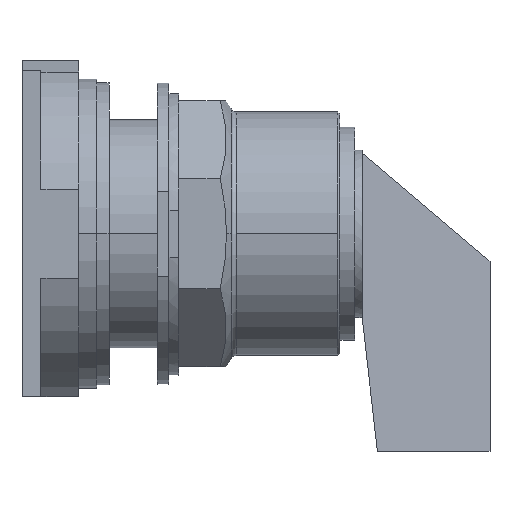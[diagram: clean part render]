
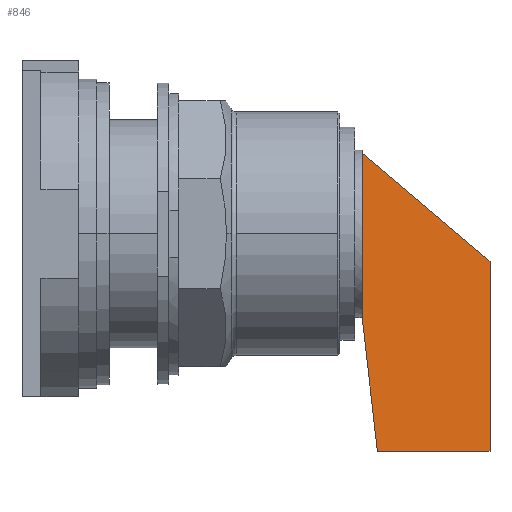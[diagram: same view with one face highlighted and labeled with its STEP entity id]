
A CAD part, left-side view. The second image highlights one B-rep face of the part: STEP entity #846.
In plain terms, the highlighted planar face has unit normal (-0.993, -0.122, 0).
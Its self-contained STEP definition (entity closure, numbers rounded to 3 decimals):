
#750=CARTESIAN_POINT('POINT51',(-0.938,-43.7,
   -28.6));
#751=VERTEX_POINT('VERTEX51',#750);
#758=CARTESIAN_POINT('POINT52',(-2.754,-28.908,
   -28.6));
#759=VERTEX_POINT('VERTEX52',#758);
#760=CARTESIAN_POINT('POS77',(-1.263,
   -41.051,-28.6));
#761=DIRECTION('DIR108',(-0.122,0.993,
   0.));
#762=VECTOR('VEC46',#761,25.4);
#763=LINE('STRAIGHT46',#760,#762);
#764=EDGE_CURVE('EDGE75',#751,#759,#763,.T.);
#788=CARTESIAN_POINT('POINT54',(-0.938,-43.7,
   -3.6));
#789=VERTEX_POINT('VERTEX54',#788);
#796=CARTESIAN_POINT('POS82',(-0.938,-43.7,
   -8.8));
#797=DIRECTION('DIR114',(0.,0.,-1.));
#798=VECTOR('VEC50',#797,25.4);
#799=LINE('STRAIGHT50',#796,#798);
#800=EDGE_CURVE('EDGE79',#789,#751,#799,.T.);
#811=CARTESIAN_POINT('POINT55',(-3.,-26.908,
   -11.));
#812=VERTEX_POINT('VERTEX55',#811);
#813=CARTESIAN_POINT('POS84',(-2.862,
   -28.032,-20.888));
#814=DIRECTION('DIR117',(-0.014,0.113,
   0.994));
#815=VECTOR('VEC51',#814,25.4);
#816=LINE('STRAIGHT51',#813,#815);
#817=EDGE_CURVE('EDGE80',#759,#812,#816,.T.);
#818=ORIENTED_EDGE('COEDGE153',*,*,#817,.F.);
#819=ORIENTED_EDGE('COEDGE154',*,*,#764,.F.);
#820=ORIENTED_EDGE('COEDGE155',*,*,#800,.F.);
#821=CARTESIAN_POINT('POINT56',(-3.,-26.908,
   10.583));
#822=VERTEX_POINT('VERTEX56',#821);
#823=CARTESIAN_POINT('POS85',(-0.776,
   -45.018,-4.713));
#824=DIRECTION('DIR118',(0.093,-0.761,
   -0.642));
#825=VECTOR('VEC52',#824,25.4);
#826=LINE('STRAIGHT52',#823,#825);
#827=EDGE_CURVE('EDGE81',#822,#789,#826,.T.);
#828=ORIENTED_EDGE('COEDGE156',*,*,#827,.F.);
#829=CARTESIAN_POINT('POINT57',(-3.,-26.908,
   -10.583));
#830=VERTEX_POINT('VERTEX57',#829);
#831=CARTESIAN_POINT('POS86',(-3.,-26.908,
   -8.8));
#832=DIRECTION('DIR119',(0.,0.,-1.));
#833=VECTOR('VEC53',#832,25.4);
#834=LINE('STRAIGHT53',#831,#833);
#835=EDGE_CURVE('EDGE82',#822,#830,#834,.T.);
#836=ORIENTED_EDGE('COEDGE157',*,*,#835,.T.);
#837=EDGE_CURVE('EDGE83',#830,#812,#834,.T.);
#838=ORIENTED_EDGE('COEDGE158',*,*,#837,.T.);
#839=EDGE_LOOP('NONE',(#818,#819,#820,#828,#836,#838));
#840=FACE_BOUND('LOOP1',#839,.T.);
#841=CARTESIAN_POINT('POS87',(-0.587,
   -46.56,-8.8));
#842=DIRECTION('DIR120',(-0.993,-0.122,
   0.));
#843=DIRECTION('DIR121',(0.122,-0.993,
   0.));
#844=AXIS2_PLACEMENT_3D('AXIS34',#841,#842,#843);
#845=PLANE('PLANE16',#844);
#846=ADVANCED_FACE('FACE33',(#840),#845,.T.);
